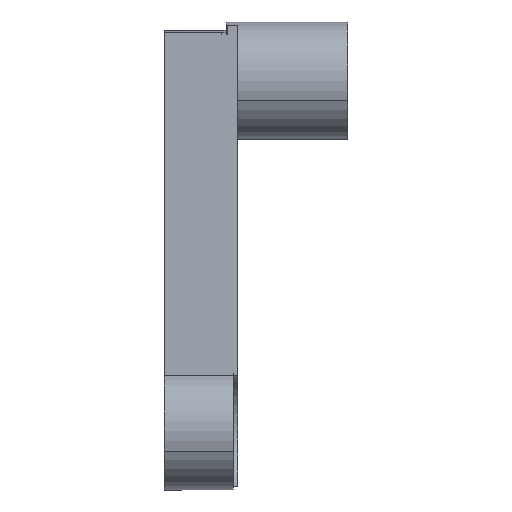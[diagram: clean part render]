
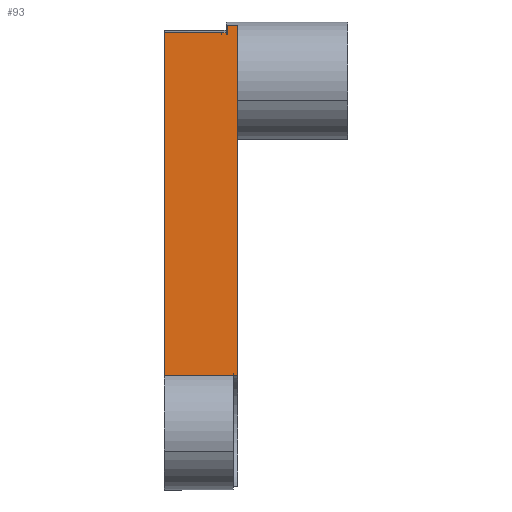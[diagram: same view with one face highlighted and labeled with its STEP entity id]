
A CAD part, left-side view. The second image highlights one B-rep face of the part: STEP entity #93.
In plain terms, the highlighted planar face has unit normal (-0.34, 0, 0.94).
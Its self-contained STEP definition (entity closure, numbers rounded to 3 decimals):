
#16 = EDGE_CURVE ( 'NONE', #313, #269, #257, .T. ) ;
#20 = VECTOR ( 'NONE', #95, 1000. ) ;
#38 = LINE ( 'NONE', #807, #922 ) ;
#39 = VERTEX_POINT ( 'NONE', #865 ) ;
#44 = EDGE_CURVE ( 'NONE', #466, #269, #644, .T. ) ;
#75 = FACE_OUTER_BOUND ( 'NONE', #349, .T. ) ;
#93 = ADVANCED_FACE ( 'NONE', ( #75 ), #781, .F. ) ;
#95 = DIRECTION ( 'NONE',  ( 0.94, 0., 0.34 ) ) ;
#104 = CARTESIAN_POINT ( 'NONE',  ( 18.653, 56.674, 35.134 ) ) ;
#108 = CARTESIAN_POINT ( 'NONE',  ( 83.133, 57.454, 58.461 ) ) ;
#109 = LINE ( 'NONE', #577, #518 ) ;
#116 = LINE ( 'NONE', #593, #880 ) ;
#126 = CARTESIAN_POINT ( 'NONE',  ( 83.1, 52.45, 58.45 ) ) ;
#177 = LINE ( 'NONE', #104, #292 ) ;
#179 = ORIENTED_EDGE ( 'NONE', *, *, #1001, .F. ) ;
#199 = ORIENTED_EDGE ( 'NONE', *, *, #523, .T. ) ;
#200 = EDGE_CURVE ( 'NONE', #39, #967, #38, .T. ) ;
#219 = VECTOR ( 'NONE', #573, 1000. ) ;
#222 = VECTOR ( 'NONE', #325, 1000. ) ;
#223 = CARTESIAN_POINT ( 'NONE',  ( 83.133, 52.77, 58.461 ) ) ;
#235 = DIRECTION ( 'NONE',  ( 0.94, 0., 0.34 ) ) ;
#251 = CARTESIAN_POINT ( 'NONE',  ( 84.478, 56.674, 58.948 ) ) ;
#257 = LINE ( 'NONE', #554, #20 ) ;
#266 = EDGE_CURVE ( 'NONE', #983, #466, #535, .T. ) ;
#269 = VERTEX_POINT ( 'NONE', #543 ) ;
#284 = VERTEX_POINT ( 'NONE', #826 ) ;
#292 = VECTOR ( 'NONE', #421, 1000. ) ;
#306 = CARTESIAN_POINT ( 'NONE',  ( 18.653, 51.965, 35.134 ) ) ;
#307 = CARTESIAN_POINT ( 'NONE',  ( -4.856, 52.77, 26.629 ) ) ;
#313 = VERTEX_POINT ( 'NONE', #919 ) ;
#322 = LINE ( 'NONE', #642, #888 ) ;
#325 = DIRECTION ( 'NONE',  ( 0., -1., 0. ) ) ;
#330 = ORIENTED_EDGE ( 'NONE', *, *, #200, .F. ) ;
#349 = EDGE_LOOP ( 'NONE', ( #841, #769, #676, #179, #330, #199, #966, #544, #953, #445, #925 ) ) ;
#352 = CARTESIAN_POINT ( 'NONE',  ( 83.133, 56.674, 58.461 ) ) ;
#360 = DIRECTION ( 'NONE',  ( 0.94, 0., 0.34 ) ) ;
#398 = EDGE_CURVE ( 'NONE', #808, #600, #322, .T. ) ;
#421 = DIRECTION ( 'NONE',  ( 0., -1., 0. ) ) ;
#445 = ORIENTED_EDGE ( 'NONE', *, *, #266, .F. ) ;
#448 = LINE ( 'NONE', #770, #799 ) ;
#466 = VERTEX_POINT ( 'NONE', #563 ) ;
#493 = EDGE_CURVE ( 'NONE', #284, #684, #1005, .T. ) ;
#518 = VECTOR ( 'NONE', #582, 1000. ) ;
#523 = EDGE_CURVE ( 'NONE', #39, #879, #177, .T. ) ;
#535 = LINE ( 'NONE', #683, #638 ) ;
#541 = EDGE_CURVE ( 'NONE', #284, #808, #109, .T. ) ;
#543 = CARTESIAN_POINT ( 'NONE',  ( 84.478, 51.674, 58.948 ) ) ;
#544 = ORIENTED_EDGE ( 'NONE', *, *, #16, .T. ) ;
#554 = CARTESIAN_POINT ( 'NONE',  ( -4.856, 51.674, 26.629 ) ) ;
#563 = CARTESIAN_POINT ( 'NONE',  ( 84.478, 52.384, 58.948 ) ) ;
#573 = DIRECTION ( 'NONE',  ( 0., -1., 0. ) ) ;
#577 = CARTESIAN_POINT ( 'NONE',  ( 83.1, 57.454, 58.45 ) ) ;
#582 = DIRECTION ( 'NONE',  ( 0., -1., 0. ) ) ;
#586 = CARTESIAN_POINT ( 'NONE',  ( 83.133, 52.384, 58.461 ) ) ;
#593 = CARTESIAN_POINT ( 'NONE',  ( 83.133, 57.454, 58.461 ) ) ;
#600 = VERTEX_POINT ( 'NONE', #747 ) ;
#601 = AXIS2_PLACEMENT_3D ( 'NONE', #1006, #1011, #634 ) ;
#630 = EDGE_CURVE ( 'NONE', #600, #983, #116, .T. ) ;
#634 = DIRECTION ( 'NONE',  ( -0.94, 0., -0.34 ) ) ;
#638 = VECTOR ( 'NONE', #1000, 1000. ) ;
#642 = CARTESIAN_POINT ( 'NONE',  ( -4.856, 52.45, 26.629 ) ) ;
#644 = LINE ( 'NONE', #251, #219 ) ;
#676 = ORIENTED_EDGE ( 'NONE', *, *, #493, .T. ) ;
#683 = CARTESIAN_POINT ( 'NONE',  ( -4.856, 52.384, 26.629 ) ) ;
#684 = VERTEX_POINT ( 'NONE', #223 ) ;
#705 = EDGE_CURVE ( 'NONE', #879, #313, #448, .T. ) ;
#747 = CARTESIAN_POINT ( 'NONE',  ( 83.133, 52.45, 58.461 ) ) ;
#769 = ORIENTED_EDGE ( 'NONE', *, *, #541, .F. ) ;
#770 = CARTESIAN_POINT ( 'NONE',  ( 18.653, 56.889, 35.134 ) ) ;
#781 = PLANE ( 'NONE',  #601 ) ;
#799 = VECTOR ( 'NONE', #974, 1000. ) ;
#807 = CARTESIAN_POINT ( 'NONE',  ( -4.856, 56.674, 26.629 ) ) ;
#808 = VERTEX_POINT ( 'NONE', #126 ) ;
#809 = LINE ( 'NONE', #108, #222 ) ;
#817 = VECTOR ( 'NONE', #1010, 1000. ) ;
#826 = CARTESIAN_POINT ( 'NONE',  ( 83.1, 52.77, 58.45 ) ) ;
#841 = ORIENTED_EDGE ( 'NONE', *, *, #398, .F. ) ;
#865 = CARTESIAN_POINT ( 'NONE',  ( 18.653, 56.674, 35.134 ) ) ;
#879 = VERTEX_POINT ( 'NONE', #306 ) ;
#880 = VECTOR ( 'NONE', #882, 1000. ) ;
#882 = DIRECTION ( 'NONE',  ( 0., -1., 0. ) ) ;
#888 = VECTOR ( 'NONE', #235, 1000. ) ;
#919 = CARTESIAN_POINT ( 'NONE',  ( 18.653, 51.674, 35.134 ) ) ;
#922 = VECTOR ( 'NONE', #360, 1000. ) ;
#925 = ORIENTED_EDGE ( 'NONE', *, *, #630, .F. ) ;
#953 = ORIENTED_EDGE ( 'NONE', *, *, #44, .F. ) ;
#966 = ORIENTED_EDGE ( 'NONE', *, *, #705, .T. ) ;
#967 = VERTEX_POINT ( 'NONE', #352 ) ;
#974 = DIRECTION ( 'NONE',  ( 0., -1., 0. ) ) ;
#983 = VERTEX_POINT ( 'NONE', #586 ) ;
#1000 = DIRECTION ( 'NONE',  ( 0.94, 0., 0.34 ) ) ;
#1001 = EDGE_CURVE ( 'NONE', #967, #684, #809, .T. ) ;
#1005 = LINE ( 'NONE', #307, #817 ) ;
#1006 = CARTESIAN_POINT ( 'NONE',  ( -4.856, 56.674, 26.629 ) ) ;
#1010 = DIRECTION ( 'NONE',  ( 0.94, 0., 0.34 ) ) ;
#1011 = DIRECTION ( 'NONE',  ( 0.34, 0., -0.94 ) ) ;
